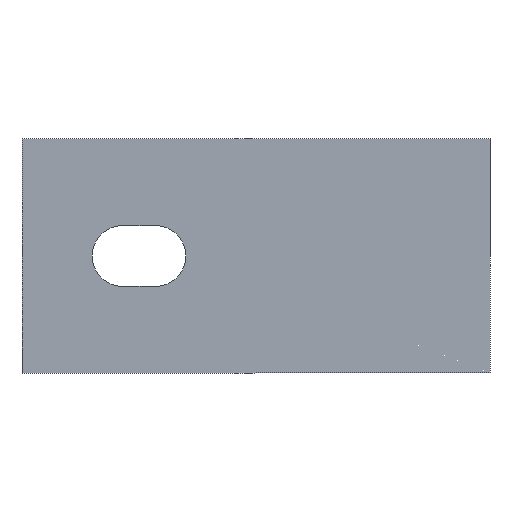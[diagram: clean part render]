
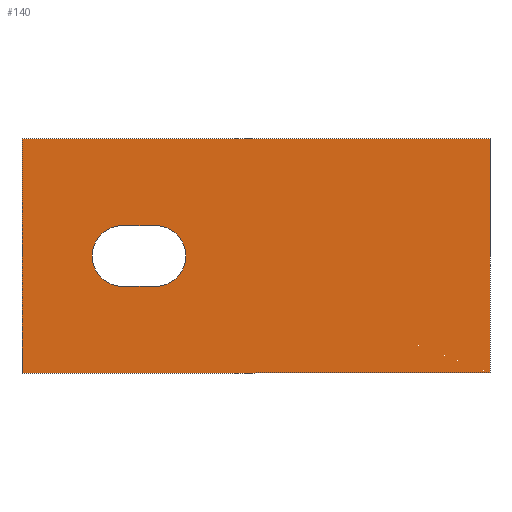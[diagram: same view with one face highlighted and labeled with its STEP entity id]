
A CAD part, left-side view. The second image highlights one B-rep face of the part: STEP entity #140.
In plain terms, the highlighted face is planar.
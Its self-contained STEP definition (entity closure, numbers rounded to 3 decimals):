
#6 = CARTESIAN_POINT ( 'NONE',  ( 6.5, 0., 8. ) ) ;
#31 = LINE ( 'NONE', #424, #235 ) ;
#99 = DIRECTION ( 'NONE',  ( 0., 0., 1. ) ) ;
#108 = DIRECTION ( 'NONE',  ( 1., 0., 0. ) ) ;
#131 = PLANE ( 'NONE',  #602 ) ;
#140 = ADVANCED_FACE ( 'NONE', ( #811, #1284 ), #131, .T. ) ;
#152 = CARTESIAN_POINT ( 'NONE',  ( -6.5, 0., 8. ) ) ;
#235 = VECTOR ( 'NONE', #711, 1000. ) ;
#242 = ORIENTED_EDGE ( 'NONE', *, *, #1696, .T. ) ;
#279 = CARTESIAN_POINT ( 'NONE',  ( -25., 21.5, 8. ) ) ;
#286 = ORIENTED_EDGE ( 'NONE', *, *, #1317, .T. ) ;
#295 = EDGE_CURVE ( 'NONE', #647, #958, #1994, .T. ) ;
#317 = LINE ( 'NONE', #152, #1839 ) ;
#333 = CARTESIAN_POINT ( 'NONE',  ( 25., 21.5, 8. ) ) ;
#423 = CIRCLE ( 'NONE', #1274, 6.5 ) ;
#424 = CARTESIAN_POINT ( 'NONE',  ( 25., 21.5, 8. ) ) ;
#432 = CARTESIAN_POINT ( 'NONE',  ( -25., -78.5, 8. ) ) ;
#434 = VERTEX_POINT ( 'NONE', #333 ) ;
#445 = LINE ( 'NONE', #432, #529 ) ;
#506 = ORIENTED_EDGE ( 'NONE', *, *, #1630, .F. ) ;
#529 = VECTOR ( 'NONE', #1117, 1000. ) ;
#565 = CIRCLE ( 'NONE', #1136, 6.5 ) ;
#602 = AXIS2_PLACEMENT_3D ( 'NONE', #1464, #1631, #1499 ) ;
#609 = EDGE_CURVE ( 'NONE', #1973, #2007, #317, .T. ) ;
#611 = CARTESIAN_POINT ( 'NONE',  ( -6.5, -7., 8. ) ) ;
#647 = VERTEX_POINT ( 'NONE', #1883 ) ;
#706 = LINE ( 'NONE', #1414, #2197 ) ;
#711 = DIRECTION ( 'NONE',  ( 0., 1., 0. ) ) ;
#713 = VERTEX_POINT ( 'NONE', #2081 ) ;
#729 = CARTESIAN_POINT ( 'NONE',  ( 0., 0., 8. ) ) ;
#758 = CARTESIAN_POINT ( 'NONE',  ( -25., 21.5, 8. ) ) ;
#781 = ORIENTED_EDGE ( 'NONE', *, *, #1902, .F. ) ;
#811 = FACE_OUTER_BOUND ( 'NONE', #1500, .T. ) ;
#837 = VERTEX_POINT ( 'NONE', #758 ) ;
#958 = VERTEX_POINT ( 'NONE', #2045 ) ;
#970 = DIRECTION ( 'NONE',  ( -1., 0., 0. ) ) ;
#991 = ORIENTED_EDGE ( 'NONE', *, *, #1106, .T. ) ;
#1035 = ORIENTED_EDGE ( 'NONE', *, *, #609, .F. ) ;
#1106 = EDGE_CURVE ( 'NONE', #837, #1960, #706, .T. ) ;
#1117 = DIRECTION ( 'NONE',  ( 1., 0., 0. ) ) ;
#1136 = AXIS2_PLACEMENT_3D ( 'NONE', #729, #1246, #1417 ) ;
#1178 = DIRECTION ( 'NONE',  ( 0., 1., 0. ) ) ;
#1246 = DIRECTION ( 'NONE',  ( 0., 0., 1. ) ) ;
#1274 = AXIS2_PLACEMENT_3D ( 'NONE', #1837, #99, #108 ) ;
#1276 = EDGE_LOOP ( 'NONE', ( #1035, #781, #1408, #506 ) ) ;
#1284 = FACE_BOUND ( 'NONE', #1276, .T. ) ;
#1317 = EDGE_CURVE ( 'NONE', #1960, #713, #445, .T. ) ;
#1408 = ORIENTED_EDGE ( 'NONE', *, *, #295, .F. ) ;
#1414 = CARTESIAN_POINT ( 'NONE',  ( -25., 21.5, 8. ) ) ;
#1417 = DIRECTION ( 'NONE',  ( 1., 0., 0. ) ) ;
#1464 = CARTESIAN_POINT ( 'NONE',  ( -25., -78.5, 8. ) ) ;
#1499 = DIRECTION ( 'NONE',  ( 1., 0., 0. ) ) ;
#1500 = EDGE_LOOP ( 'NONE', ( #991, #286, #2164, #242 ) ) ;
#1533 = VECTOR ( 'NONE', #1178, 1000. ) ;
#1559 = DIRECTION ( 'NONE',  ( 0., -1., 0. ) ) ;
#1574 = CARTESIAN_POINT ( 'NONE',  ( -6.5, 0., 8. ) ) ;
#1630 = EDGE_CURVE ( 'NONE', #2007, #647, #423, .T. ) ;
#1631 = DIRECTION ( 'NONE',  ( 0., 0., 1. ) ) ;
#1696 = EDGE_CURVE ( 'NONE', #434, #837, #1813, .T. ) ;
#1813 = LINE ( 'NONE', #279, #2093 ) ;
#1837 = CARTESIAN_POINT ( 'NONE',  ( 0., -7., 8. ) ) ;
#1839 = VECTOR ( 'NONE', #1875, 1000. ) ;
#1875 = DIRECTION ( 'NONE',  ( 0., -1., 0. ) ) ;
#1883 = CARTESIAN_POINT ( 'NONE',  ( 6.5, -7., 8. ) ) ;
#1902 = EDGE_CURVE ( 'NONE', #958, #1973, #565, .T. ) ;
#1904 = CARTESIAN_POINT ( 'NONE',  ( -25., -78.5, 8. ) ) ;
#1926 = EDGE_CURVE ( 'NONE', #713, #434, #31, .T. ) ;
#1960 = VERTEX_POINT ( 'NONE', #1904 ) ;
#1973 = VERTEX_POINT ( 'NONE', #1574 ) ;
#1994 = LINE ( 'NONE', #6, #1533 ) ;
#2007 = VERTEX_POINT ( 'NONE', #611 ) ;
#2045 = CARTESIAN_POINT ( 'NONE',  ( 6.5, 0., 8. ) ) ;
#2081 = CARTESIAN_POINT ( 'NONE',  ( 25., -78.5, 8. ) ) ;
#2093 = VECTOR ( 'NONE', #970, 1000. ) ;
#2164 = ORIENTED_EDGE ( 'NONE', *, *, #1926, .T. ) ;
#2197 = VECTOR ( 'NONE', #1559, 1000. ) ;
